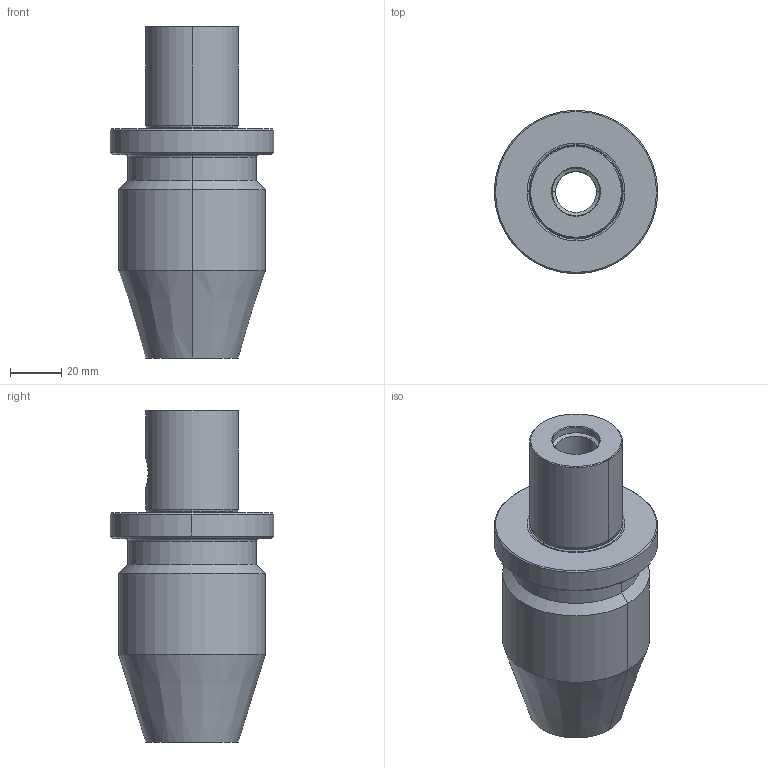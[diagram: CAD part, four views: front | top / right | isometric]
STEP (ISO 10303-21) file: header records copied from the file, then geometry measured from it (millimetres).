
FILE_DESCRIPTION(('no description'),'unknown implementation level');
FILE_NAME('85D15C24-BD66-402D-8AD5-6BCBEE60F7A0_export.stp',' ',('CIMSOURCE GmbH'),('CADClick - KiM GmbH - www.kimweb.de'),'unknown preprocess','ACIS','unknown authorization');
FILE_SCHEMA(('automotive_design'));
Length unit declared in the file: millimetre
Products named in the file (1): NONE
Bounding box: 63.5 x 63.5 x 129 mm (x, y, z)
Volume: 211939.2 mm3; surface area: 31131.6 mm2
Topology: 1 solids, 1 shells, 44 faces, 99 edges, 58 vertices
Faces by surface type: cone 20, cylinder 14, torus 6, plane 4
Entity records: 2550 total; most frequent: CARTESIAN_POINT 363, DIRECTION 247, STYLED_ITEM 201, PRESENTATION_STYLE_ASSIGNMENT 201, COLOUR_RGB 201, ORIENTED_EDGE 198, AXIS2_PLACEMENT_3D 106, EDGE_CURVE 99
